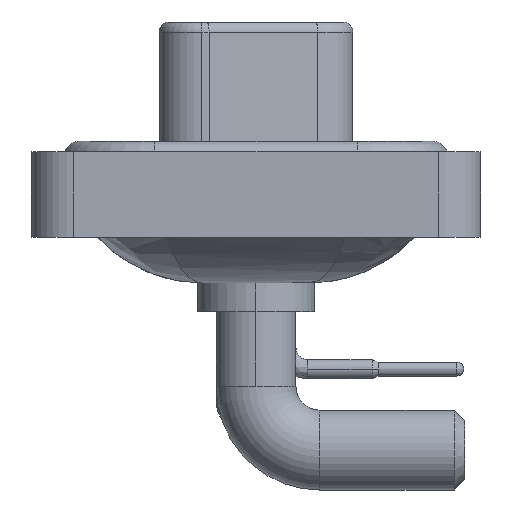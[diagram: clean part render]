
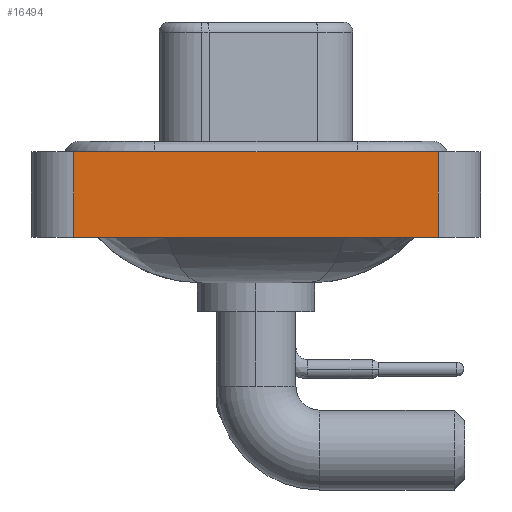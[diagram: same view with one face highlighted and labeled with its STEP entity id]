
A CAD part, left-side view. The second image highlights one B-rep face of the part: STEP entity #16494.
In plain terms, the highlighted planar face has unit normal (-1, 0, 0).
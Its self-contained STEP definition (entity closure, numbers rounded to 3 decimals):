
#293 = DIRECTION ( 'NONE',  ( 0., 0., 1. ) ) ;
#315 = CARTESIAN_POINT ( 'NONE',  ( -7.35, 8.55, 0.4 ) ) ;
#1221 = EDGE_CURVE ( 'NONE', #21429, #8306, #2583, .T. ) ;
#1879 = DIRECTION ( 'NONE',  ( -1., 0., 0. ) ) ;
#2423 = FACE_OUTER_BOUND ( 'NONE', #16396, .T. ) ;
#2583 = LINE ( 'NONE', #15098, #13259 ) ;
#3187 = EDGE_CURVE ( 'NONE', #21429, #21430, #8236, .T. ) ;
#4339 = ORIENTED_EDGE ( 'NONE', *, *, #27027, .T. ) ;
#4343 = LINE ( 'NONE', #27238, #14044 ) ;
#8236 = LINE ( 'NONE', #22982, #8954 ) ;
#8306 = VERTEX_POINT ( 'NONE', #13799 ) ;
#8338 = LINE ( 'NONE', #14132, #26589 ) ;
#8710 = ORIENTED_EDGE ( 'NONE', *, *, #10438, .F. ) ;
#8954 = VECTOR ( 'NONE', #293, 1000. ) ;
#10438 = EDGE_CURVE ( 'NONE', #21430, #16073, #8338, .T. ) ;
#12716 = DIRECTION ( 'NONE',  ( 0., 0., 1. ) ) ;
#13259 = VECTOR ( 'NONE', #21704, 1000. ) ;
#13799 = CARTESIAN_POINT ( 'NONE',  ( -7.35, -8.55, -3.6 ) ) ;
#14044 = VECTOR ( 'NONE', #25038, 1000. ) ;
#14132 = CARTESIAN_POINT ( 'NONE',  ( -7.35, -8.55, 0.4 ) ) ;
#14408 = DIRECTION ( 'NONE',  ( 0., -1., 0. ) ) ;
#15098 = CARTESIAN_POINT ( 'NONE',  ( -7.35, -8.55, -3.6 ) ) ;
#16073 = VERTEX_POINT ( 'NONE', #25203 ) ;
#16287 = ORIENTED_EDGE ( 'NONE', *, *, #1221, .T. ) ;
#16396 = EDGE_LOOP ( 'NONE', ( #4339, #8710, #18657, #16287 ) ) ;
#16494 = ADVANCED_FACE ( 'NONE', ( #2423 ), #22802, .T. ) ;
#18657 = ORIENTED_EDGE ( 'NONE', *, *, #3187, .F. ) ;
#20413 = AXIS2_PLACEMENT_3D ( 'NONE', #21006, #1879, #12716 ) ;
#21006 = CARTESIAN_POINT ( 'NONE',  ( -7.35, -8.55, -3.6 ) ) ;
#21200 = CARTESIAN_POINT ( 'NONE',  ( -7.35, 8.55, -3.6 ) ) ;
#21429 = VERTEX_POINT ( 'NONE', #21200 ) ;
#21430 = VERTEX_POINT ( 'NONE', #315 ) ;
#21704 = DIRECTION ( 'NONE',  ( 0., -1., 0. ) ) ;
#22802 = PLANE ( 'NONE',  #20413 ) ;
#22982 = CARTESIAN_POINT ( 'NONE',  ( -7.35, 8.55, -3.6 ) ) ;
#25038 = DIRECTION ( 'NONE',  ( 0., 0., 1. ) ) ;
#25203 = CARTESIAN_POINT ( 'NONE',  ( -7.35, -8.55, 0.4 ) ) ;
#26589 = VECTOR ( 'NONE', #14408, 1000. ) ;
#27027 = EDGE_CURVE ( 'NONE', #8306, #16073, #4343, .T. ) ;
#27238 = CARTESIAN_POINT ( 'NONE',  ( -7.35, -8.55, -3.6 ) ) ;
